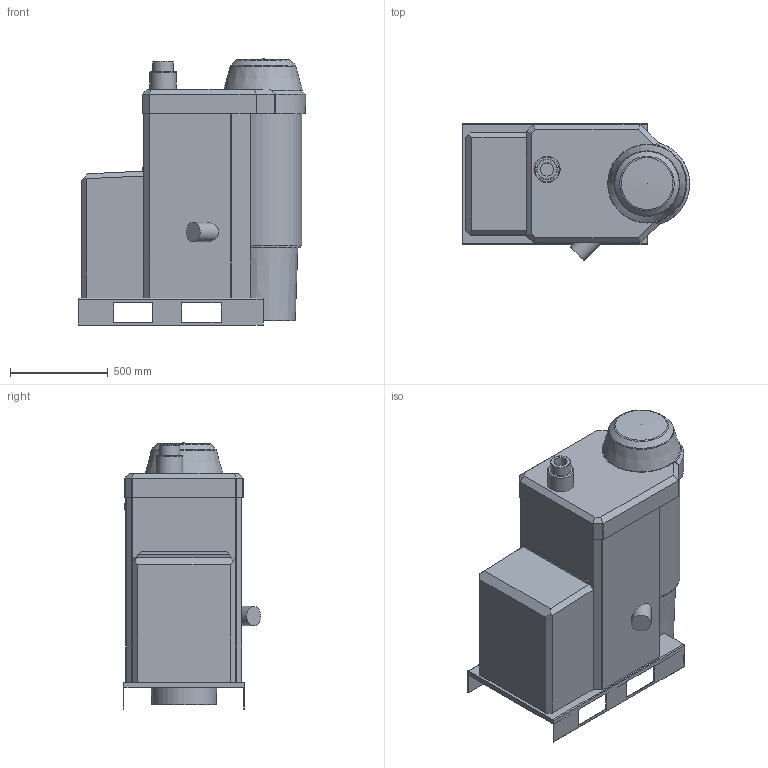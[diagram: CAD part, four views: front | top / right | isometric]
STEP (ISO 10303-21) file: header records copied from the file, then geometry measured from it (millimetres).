
FILE_DESCRIPTION(/* description */ ('Unknown'),/* implementation_level */ '2;1');
FILE_NAME(/* name */ 'SR00081[2100772_1_L_PAK]',/* time_stamp */ '2018-12-03T15:08:10+01:00',/* author */ ('Unknown'),/* organization */ ('Unknown'),/* preprocessor_version */ 'ST-DEVELOPER v16.7',/* originating_system */ 'DEX',/* authorisation */ $);
FILE_SCHEMA (('AUTOMOTIVE_DESIGN {1 0 10303 214 3 1 1}'));
Length unit declared in the file: millimetre
Products named in the file (1): 2100772_1_L-PAK
Bounding box: 1162.93 x 702.44 x 1362 mm (x, y, z)
Volume: 567677583.4 mm3; surface area: 6157928.9 mm2
Topology: 1 solids, 1 shells, 112 faces, 304 edges, 199 vertices
Faces by surface type: plane 70, cylinder 19, bspline 12, cone 5, torus 5, sphere 1
Full cylindrical faces by diameter (mm): 30 x2, 68 x1, 100 x2, 105 x1, 134 x1, 395 x1
Entity records: 4797 total; most frequent: CARTESIAN_POINT 1284, ORIENTED_EDGE 558, DIRECTION 513, EDGE_CURVE 279, LINE 195, VECTOR 195, VERTEX_POINT 194, AXIS2_PLACEMENT_3D 159
